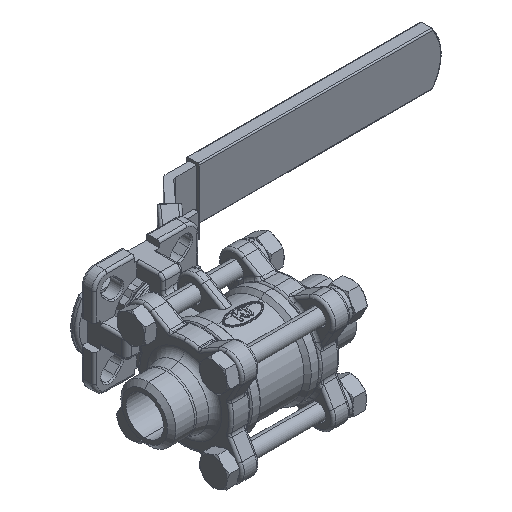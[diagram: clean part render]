
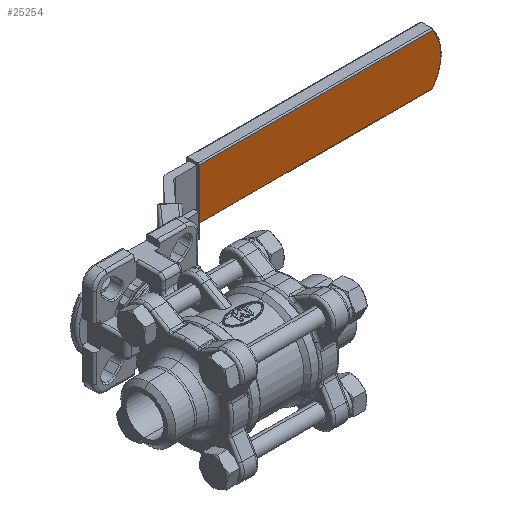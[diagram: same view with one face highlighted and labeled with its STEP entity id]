
A CAD part, isometric view. The second image highlights one B-rep face of the part: STEP entity #25254.
In plain terms, the highlighted planar face has unit normal (0, -1, 0).
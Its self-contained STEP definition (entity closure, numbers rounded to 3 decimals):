
#532 = PLANE ( 'NONE',  #37165 ) ;
#1469 = CARTESIAN_POINT ( 'NONE',  ( 88.548, 65.91, -10. ) ) ;
#1738 = AXIS2_PLACEMENT_3D ( 'NONE', #20251, #50306, #24551 ) ;
#5093 = VERTEX_POINT ( 'NONE', #13127 ) ;
#5169 = EDGE_CURVE ( 'NONE', #31829, #22327, #31387, .T. ) ;
#5585 = LINE ( 'NONE', #8484, #27042 ) ;
#8484 = CARTESIAN_POINT ( 'NONE',  ( 143.398, 65.91, -10. ) ) ;
#8769 = DIRECTION ( 'NONE',  ( -1., 0., 0. ) ) ;
#9136 = DIRECTION ( 'NONE',  ( 0., 0., 1. ) ) ;
#9579 = VECTOR ( 'NONE', #54877, 1000. ) ;
#13127 = CARTESIAN_POINT ( 'NONE',  ( 143.151, 65.91, 10. ) ) ;
#16935 = LINE ( 'NONE', #29989, #18273 ) ;
#18072 = EDGE_CURVE ( 'NONE', #25951, #33488, #38122, .T. ) ;
#18273 = VECTOR ( 'NONE', #25630, 1000. ) ;
#18527 = ORIENTED_EDGE ( 'NONE', *, *, #5169, .T. ) ;
#20251 = CARTESIAN_POINT ( 'NONE',  ( 129.894, 65.91, 0. ) ) ;
#21005 = LINE ( 'NONE', #29143, #9579 ) ;
#21540 = CARTESIAN_POINT ( 'NONE',  ( 92.15, 65.91, 10. ) ) ;
#22327 = VERTEX_POINT ( 'NONE', #46749 ) ;
#23681 = EDGE_CURVE ( 'NONE', #5093, #25951, #21005, .T. ) ;
#24551 = DIRECTION ( 'NONE',  ( 0., 0., 1. ) ) ;
#25254 = ADVANCED_FACE ( 'NONE', ( #32996 ), #532, .F. ) ;
#25532 = DIRECTION ( 'NONE',  ( 1., 0., 0. ) ) ;
#25630 = DIRECTION ( 'NONE',  ( 0., 0., -1. ) ) ;
#25951 = VERTEX_POINT ( 'NONE', #36995 ) ;
#25952 = ORIENTED_EDGE ( 'NONE', *, *, #18072, .T. ) ;
#26726 = VECTOR ( 'NONE', #8769, 1000. ) ;
#27042 = VECTOR ( 'NONE', #25532, 1000. ) ;
#27893 = ORIENTED_EDGE ( 'NONE', *, *, #43737, .T. ) ;
#29143 = CARTESIAN_POINT ( 'NONE',  ( 92.15, 65.91, 10. ) ) ;
#29881 = ORIENTED_EDGE ( 'NONE', *, *, #55200, .T. ) ;
#29989 = CARTESIAN_POINT ( 'NONE',  ( 50.15, 65.91, 10.5 ) ) ;
#30553 = CARTESIAN_POINT ( 'NONE',  ( 92.15, 65.91, 10.5 ) ) ;
#31387 = LINE ( 'NONE', #1469, #42797 ) ;
#31829 = VERTEX_POINT ( 'NONE', #37501 ) ;
#32996 = FACE_OUTER_BOUND ( 'NONE', #55727, .T. ) ;
#33488 = VERTEX_POINT ( 'NONE', #54372 ) ;
#34836 = DIRECTION ( 'NONE',  ( 0., 1., 0. ) ) ;
#35773 = DIRECTION ( 'NONE',  ( 1., 0., 0. ) ) ;
#36263 = CIRCLE ( 'NONE', #1738, 16.606 ) ;
#36995 = CARTESIAN_POINT ( 'NONE',  ( 88.548, 65.91, 10. ) ) ;
#37084 = ORIENTED_EDGE ( 'NONE', *, *, #23681, .T. ) ;
#37098 = VERTEX_POINT ( 'NONE', #42162 ) ;
#37165 = AXIS2_PLACEMENT_3D ( 'NONE', #30553, #34836, #9136 ) ;
#37501 = CARTESIAN_POINT ( 'NONE',  ( 50.15, 65.91, -10. ) ) ;
#38122 = LINE ( 'NONE', #21540, #26726 ) ;
#42152 = EDGE_CURVE ( 'NONE', #33488, #31829, #16935, .T. ) ;
#42162 = CARTESIAN_POINT ( 'NONE',  ( 143.151, 65.91, -10. ) ) ;
#42797 = VECTOR ( 'NONE', #35773, 1000. ) ;
#43339 = ORIENTED_EDGE ( 'NONE', *, *, #42152, .T. ) ;
#43737 = EDGE_CURVE ( 'NONE', #37098, #5093, #36263, .T. ) ;
#46749 = CARTESIAN_POINT ( 'NONE',  ( 88.548, 65.91, -10. ) ) ;
#50306 = DIRECTION ( 'NONE',  ( 0., -1., 0. ) ) ;
#54372 = CARTESIAN_POINT ( 'NONE',  ( 50.15, 65.91, 10. ) ) ;
#54877 = DIRECTION ( 'NONE',  ( -1., 0., 0. ) ) ;
#55200 = EDGE_CURVE ( 'NONE', #22327, #37098, #5585, .T. ) ;
#55727 = EDGE_LOOP ( 'NONE', ( #18527, #29881, #27893, #37084, #25952, #43339 ) ) ;
